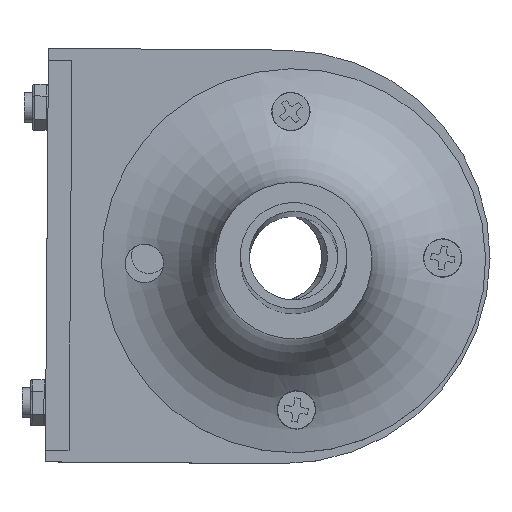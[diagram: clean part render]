
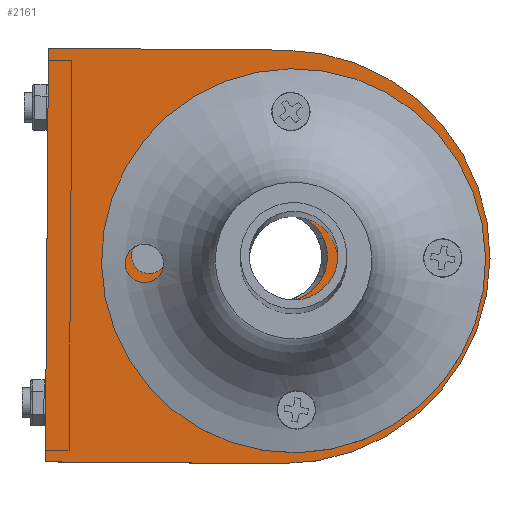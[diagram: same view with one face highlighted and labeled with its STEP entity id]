
A CAD part, top view. The second image highlights one B-rep face of the part: STEP entity #2161.
In plain terms, the highlighted face is planar.
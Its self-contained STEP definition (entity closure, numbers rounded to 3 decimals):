
#1239=CARTESIAN_POINT('',(14.314,-35.0,0.0));
#1240=VERTEX_POINT('',#1239);
#1241=CARTESIAN_POINT('',(17.314,-35.0,0.0));
#1242=DIRECTION('',(0.0,0.0,1.0));
#1243=DIRECTION('',(1.0,0.0,0.0));
#1244=AXIS2_PLACEMENT_3D('',#1241,#1242,#1243);
#1245=CIRCLE('',#1244,3.0);
#1246=EDGE_CURVE('',#1240,#1240,#1245,.T.);
#1287=CARTESIAN_POINT('',(32.5,-35.0,0.0));
#1288=VERTEX_POINT('',#1287);
#1289=CARTESIAN_POINT('',(40.,-35.0,0.0));
#1290=DIRECTION('',(0.0,0.0,1.0));
#1291=DIRECTION('',(1.0,0.0,0.0));
#1292=AXIS2_PLACEMENT_3D('',#1289,#1290,#1291);
#1293=CIRCLE('',#1292,7.5);
#1294=EDGE_CURVE('',#1288,#1288,#1293,.T.);
#1916=CARTESIAN_POINT('',(44.891,-59.998,0.0));
#1917=VERTEX_POINT('',#1916);
#1918=CARTESIAN_POINT('',(41.891,-59.998,0.0));
#1919=DIRECTION('',(0.0,0.0,1.0));
#1920=DIRECTION('',(-1.0,0.0,0.0));
#1921=AXIS2_PLACEMENT_3D('',#1918,#1919,#1920);
#1922=CIRCLE('',#1921,3.);
#1923=EDGE_CURVE('',#1917,#1917,#1922,.T.);
#1936=CARTESIAN_POINT('',(44.891,-10.,0.0));
#1937=VERTEX_POINT('',#1936);
#1938=CARTESIAN_POINT('',(41.891,-10.,0.0));
#1939=DIRECTION('',(0.0,0.0,1.0));
#1940=DIRECTION('',(-1.0,0.0,0.0));
#1941=AXIS2_PLACEMENT_3D('',#1938,#1939,#1940);
#1942=CIRCLE('',#1941,3.);
#1943=EDGE_CURVE('',#1937,#1937,#1942,.T.);
#1956=CARTESIAN_POINT('',(70.,-35.,0.0));
#1957=VERTEX_POINT('',#1956);
#1958=CARTESIAN_POINT('',(67.,-35.,0.0));
#1959=DIRECTION('',(0.0,0.0,1.0));
#1960=DIRECTION('',(-1.0,0.0,0.0));
#1961=AXIS2_PLACEMENT_3D('',#1958,#1959,#1960);
#1962=CIRCLE('',#1961,3.);
#1963=EDGE_CURVE('',#1957,#1957,#1962,.T.);
#2038=CARTESIAN_POINT('',(0.0,0.0,0.0));
#2039=VERTEX_POINT('',#2038);
#2046=CARTESIAN_POINT('',(0.0,-70.0,0.0));
#2047=VERTEX_POINT('',#2046);
#2048=CARTESIAN_POINT('',(0.0,0.0,0.0));
#2049=DIRECTION('',(0.0,-1.0,0.0));
#2050=VECTOR('',#2049,70.0);
#2051=LINE('',#2048,#2050);
#2052=EDGE_CURVE('',#2039,#2047,#2051,.T.);
#2074=CARTESIAN_POINT('',(40.,0.0,0.0));
#2075=VERTEX_POINT('',#2074);
#2082=CARTESIAN_POINT('',(40.,0.0,0.0));
#2083=DIRECTION('',(-1.0,0.0,0.0));
#2084=VECTOR('',#2083,40.);
#2085=LINE('',#2082,#2084);
#2086=EDGE_CURVE('',#2075,#2039,#2085,.T.);
#2098=CARTESIAN_POINT('',(40.,-70.,0.0));
#2099=VERTEX_POINT('',#2098);
#2106=CARTESIAN_POINT('',(40.,-35.0,0.0));
#2107=DIRECTION('',(0.0,0.0,1.0));
#2108=DIRECTION('',(0.0,-1.0,0.0));
#2109=AXIS2_PLACEMENT_3D('',#2106,#2107,#2108);
#2110=CIRCLE('',#2109,35.0);
#2111=EDGE_CURVE('',#2099,#2075,#2110,.T.);
#2124=CARTESIAN_POINT('',(0.0,-70.0,0.0));
#2125=DIRECTION('',(1.0,0.0,0.0));
#2126=VECTOR('',#2125,40.);
#2127=LINE('',#2124,#2126);
#2128=EDGE_CURVE('',#2047,#2099,#2127,.T.);
#2135=CARTESIAN_POINT('',(32.297,-35.,0.0));
#2136=DIRECTION('',(0.0,0.0,1.0));
#2137=DIRECTION('',(1.0,0.0,0.0));
#2138=AXIS2_PLACEMENT_3D('',#2135,#2136,#2137);
#2139=PLANE('',#2138);
#2140=ORIENTED_EDGE('',*,*,#2052,.F.);
#2141=ORIENTED_EDGE('',*,*,#2086,.F.);
#2142=ORIENTED_EDGE('',*,*,#2111,.F.);
#2143=ORIENTED_EDGE('',*,*,#2128,.F.);
#2144=EDGE_LOOP('',(#2140,#2141,#2142,#2143));
#2145=FACE_OUTER_BOUND('',#2144,.T.);
#2146=ORIENTED_EDGE('',*,*,#1246,.T.);
#2147=EDGE_LOOP('',(#2146));
#2148=FACE_BOUND('',#2147,.T.);
#2149=ORIENTED_EDGE('',*,*,#1294,.T.);
#2150=EDGE_LOOP('',(#2149));
#2151=FACE_BOUND('',#2150,.T.);
#2152=ORIENTED_EDGE('',*,*,#1923,.T.);
#2153=EDGE_LOOP('',(#2152));
#2154=FACE_BOUND('',#2153,.T.);
#2155=ORIENTED_EDGE('',*,*,#1943,.T.);
#2156=EDGE_LOOP('',(#2155));
#2157=FACE_BOUND('',#2156,.T.);
#2158=ORIENTED_EDGE('',*,*,#1963,.T.);
#2159=EDGE_LOOP('',(#2158));
#2160=FACE_BOUND('',#2159,.T.);
#2161=ADVANCED_FACE('',(#2145,#2148,#2151,#2154,#2157,#2160),#2139,.F.);
